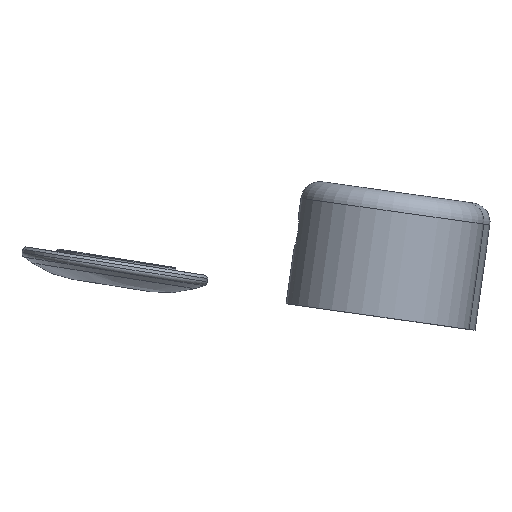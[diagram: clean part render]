
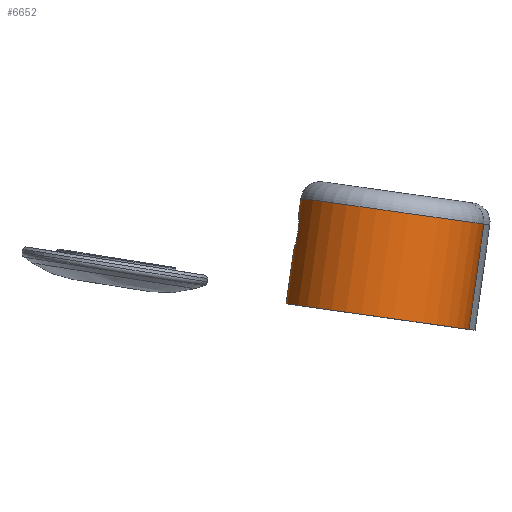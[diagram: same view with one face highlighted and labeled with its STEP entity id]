
A CAD part, left-side view. The second image highlights one B-rep face of the part: STEP entity #6652.
In plain terms, the highlighted cylindrical face has radius 9.55 mm (diameter 19.1 mm), a full revolution.
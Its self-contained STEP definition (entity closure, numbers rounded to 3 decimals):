
#105=CYLINDRICAL_SURFACE('',#7173,9.55);
#162=FACE_BOUND('',#1601,.T.);
#201=CIRCLE('',#7170,9.55);
#203=CIRCLE('',#7172,9.55);
#204=CIRCLE('',#7174,9.55);
#397=LINE('',#9140,#716);
#716=VECTOR('',#7598,9.25);
#1150=FACE_OUTER_BOUND('',#1600,.T.);
#1600=EDGE_LOOP('',(#4408,#4409,#4410,#4411,#4412));
#1601=EDGE_LOOP('',(#4413,#4414));
#2086=B_SPLINE_CURVE_WITH_KNOTS('',3,(#9144,#9145,#9146,#9147,#9148,#9149,
#9150,#9151,#9152,#9153,#9154,#9155,#9156,#9157,#9158,#9159,#9160,#9161),
 .UNSPECIFIED.,.F.,.F.,(4,2,2,2,2,2,2,2,4),(0.544,0.612,
0.68,0.748,0.816,0.884,
0.952,1.02,1.088),.UNSPECIFIED.);
#2087=B_SPLINE_CURVE_WITH_KNOTS('',3,(#9162,#9163,#9164,#9165,#9166,#9167,
#9168,#9169,#9170,#9171,#9172,#9173,#9174,#9175,#9176,#9177,#9178,#9179),
 .UNSPECIFIED.,.F.,.F.,(4,2,2,2,2,2,2,2,4),(0.,0.068,0.136,
0.204,0.272,0.34,0.408,
0.476,0.544),.UNSPECIFIED.);
#2629=VERTEX_POINT('',#9133);
#2630=VERTEX_POINT('',#9134);
#2631=VERTEX_POINT('',#9139);
#2632=VERTEX_POINT('',#9142);
#2633=VERTEX_POINT('',#9143);
#3290=EDGE_CURVE('',#2629,#2630,#201,.T.);
#3292=EDGE_CURVE('',#2630,#2629,#203,.T.);
#3293=EDGE_CURVE('',#2629,#2631,#397,.T.);
#3294=EDGE_CURVE('',#2631,#2631,#204,.F.);
#3295=EDGE_CURVE('',#2632,#2633,#2086,.F.);
#3296=EDGE_CURVE('',#2633,#2632,#2087,.F.);
#4408=ORIENTED_EDGE('',*,*,#3290,.F.);
#4409=ORIENTED_EDGE('',*,*,#3293,.T.);
#4410=ORIENTED_EDGE('',*,*,#3294,.T.);
#4411=ORIENTED_EDGE('',*,*,#3293,.F.);
#4412=ORIENTED_EDGE('',*,*,#3292,.F.);
#4413=ORIENTED_EDGE('',*,*,#3295,.T.);
#4414=ORIENTED_EDGE('',*,*,#3296,.T.);
#6652=ADVANCED_FACE('',(#1150,#162),#105,.T.);
#7170=AXIS2_PLACEMENT_3D('',#9135,#7590,#7591);
#7172=AXIS2_PLACEMENT_3D('',#9137,#7594,#7595);
#7173=AXIS2_PLACEMENT_3D('',#9138,#7596,#7597);
#7174=AXIS2_PLACEMENT_3D('',#9141,#7599,#7600);
#7590=DIRECTION('center_axis',(0.,-0.139,
0.99));
#7591=DIRECTION('ref_axis',(1.,0.,0.));
#7594=DIRECTION('center_axis',(0.,-0.139,
0.99));
#7595=DIRECTION('ref_axis',(1.,0.,0.));
#7596=DIRECTION('center_axis',(0.,-0.139,
0.99));
#7597=DIRECTION('ref_axis',(1.,0.,0.));
#7598=DIRECTION('',(0.,0.139,-0.99));
#7599=DIRECTION('center_axis',(0.,0.139,-0.99));
#7600=DIRECTION('ref_axis',(1.,0.,0.));
#9133=CARTESIAN_POINT('',(97.947,161.003,102.557));
#9134=CARTESIAN_POINT('',(117.047,161.003,102.557));
#9135=CARTESIAN_POINT('Origin',(107.497,161.003,102.557));
#9137=CARTESIAN_POINT('Origin',(107.497,161.003,102.557));
#9138=CARTESIAN_POINT('Origin',(107.497,162.117,94.635));
#9139=CARTESIAN_POINT('',(97.947,162.534,91.664));
#9140=CARTESIAN_POINT('',(97.947,162.117,94.635));
#9141=CARTESIAN_POINT('Origin',(107.497,162.534,91.664));
#9142=CARTESIAN_POINT('',(109.297,170.792,100.297));
#9143=CARTESIAN_POINT('',(105.697,170.792,100.297));
#9144=CARTESIAN_POINT('Ctrl Pts',(105.697,170.792,100.297));
#9145=CARTESIAN_POINT('Ctrl Pts',(105.697,170.76,100.522));
#9146=CARTESIAN_POINT('Ctrl Pts',(105.743,170.736,100.762));
#9147=CARTESIAN_POINT('Ctrl Pts',(105.927,170.706,101.205));
#9148=CARTESIAN_POINT('Ctrl Pts',(106.065,170.701,101.409));
#9149=CARTESIAN_POINT('Ctrl Pts',(106.384,170.699,101.731));
#9150=CARTESIAN_POINT('Ctrl Pts',(106.586,170.702,101.871));
#9151=CARTESIAN_POINT('Ctrl Pts',(107.029,170.709,102.057));
#9152=CARTESIAN_POINT('Ctrl Pts',(107.271,170.711,102.104));
#9153=CARTESIAN_POINT('Ctrl Pts',(107.724,170.711,102.104));
#9154=CARTESIAN_POINT('Ctrl Pts',(107.965,170.709,102.057));
#9155=CARTESIAN_POINT('Ctrl Pts',(108.409,170.702,101.871));
#9156=CARTESIAN_POINT('Ctrl Pts',(108.611,170.699,101.731));
#9157=CARTESIAN_POINT('Ctrl Pts',(108.93,170.701,101.409));
#9158=CARTESIAN_POINT('Ctrl Pts',(109.068,170.706,101.205));
#9159=CARTESIAN_POINT('Ctrl Pts',(109.252,170.736,100.762));
#9160=CARTESIAN_POINT('Ctrl Pts',(109.297,170.76,100.522));
#9161=CARTESIAN_POINT('Ctrl Pts',(109.297,170.792,100.297));
#9162=CARTESIAN_POINT('Ctrl Pts',(109.297,170.792,100.297));
#9163=CARTESIAN_POINT('Ctrl Pts',(109.297,170.824,100.073));
#9164=CARTESIAN_POINT('Ctrl Pts',(109.252,170.866,99.835));
#9165=CARTESIAN_POINT('Ctrl Pts',(109.068,170.96,99.401));
#9166=CARTESIAN_POINT('Ctrl Pts',(108.93,171.011,99.204));
#9167=CARTESIAN_POINT('Ctrl Pts',(108.611,171.098,98.894));
#9168=CARTESIAN_POINT('Ctrl Pts',(108.409,171.14,98.76));
#9169=CARTESIAN_POINT('Ctrl Pts',(107.965,171.197,98.582));
#9170=CARTESIAN_POINT('Ctrl Pts',(107.724,171.212,98.539));
#9171=CARTESIAN_POINT('Ctrl Pts',(107.271,171.212,98.539));
#9172=CARTESIAN_POINT('Ctrl Pts',(107.029,171.197,98.582));
#9173=CARTESIAN_POINT('Ctrl Pts',(106.586,171.14,98.76));
#9174=CARTESIAN_POINT('Ctrl Pts',(106.384,171.098,98.894));
#9175=CARTESIAN_POINT('Ctrl Pts',(106.065,171.011,99.204));
#9176=CARTESIAN_POINT('Ctrl Pts',(105.927,170.96,99.401));
#9177=CARTESIAN_POINT('Ctrl Pts',(105.743,170.866,99.835));
#9178=CARTESIAN_POINT('Ctrl Pts',(105.697,170.824,100.073));
#9179=CARTESIAN_POINT('Ctrl Pts',(105.697,170.792,100.297));
